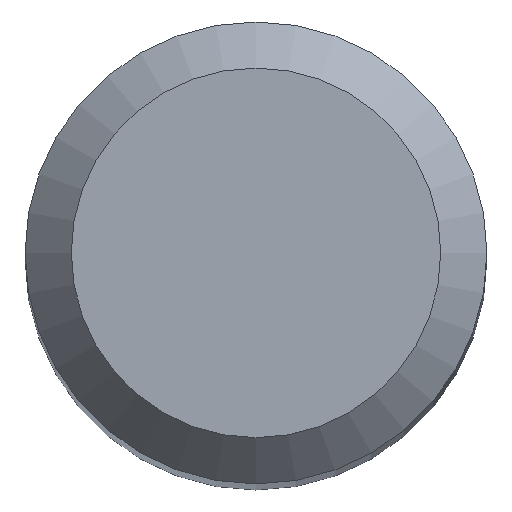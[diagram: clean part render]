
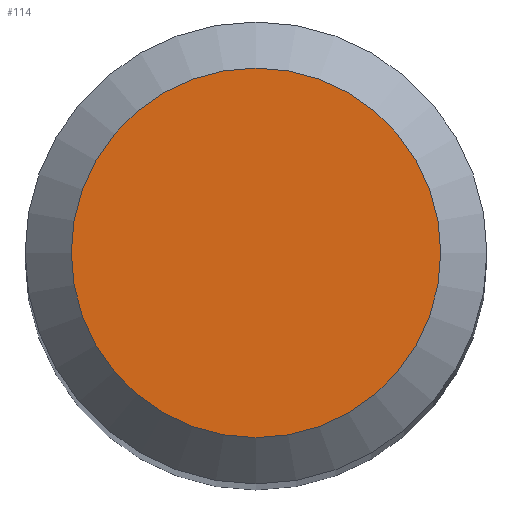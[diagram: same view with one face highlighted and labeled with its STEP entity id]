
A CAD part, top view. The second image highlights one B-rep face of the part: STEP entity #114.
In plain terms, the highlighted planar face has unit normal (0, 0, 1).
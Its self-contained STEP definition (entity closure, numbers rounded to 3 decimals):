
#16 = AXIS2_PLACEMENT_3D ( 'NONE', #188, #110, #175 ) ;
#17 = EDGE_LOOP ( 'NONE', ( #19 ) ) ;
#19 = ORIENTED_EDGE ( 'NONE', *, *, #47, .F. ) ;
#27 = VERTEX_POINT ( 'NONE', #179 ) ;
#43 = CIRCLE ( 'NONE', #101, 1.6 ) ;
#47 = EDGE_CURVE ( 'NONE', #27, #27, #43, .T. ) ;
#70 = PLANE ( 'NONE',  #16 ) ;
#91 = DIRECTION ( 'NONE',  ( 0., 1., 0. ) ) ;
#93 = FACE_OUTER_BOUND ( 'NONE', #17, .T. ) ;
#101 = AXIS2_PLACEMENT_3D ( 'NONE', #106, #140, #91 ) ;
#106 = CARTESIAN_POINT ( 'NONE',  ( 0., 0., 35. ) ) ;
#110 = DIRECTION ( 'NONE',  ( 0., 0., -1. ) ) ;
#114 = ADVANCED_FACE ( 'NONE', ( #93 ), #70, .F. ) ;
#140 = DIRECTION ( 'NONE',  ( 0., 0., -1. ) ) ;
#175 = DIRECTION ( 'NONE',  ( 0., 1., 0. ) ) ;
#179 = CARTESIAN_POINT ( 'NONE',  ( 0., 1.6, 35. ) ) ;
#188 = CARTESIAN_POINT ( 'NONE',  ( 0., 0., 35. ) ) ;
